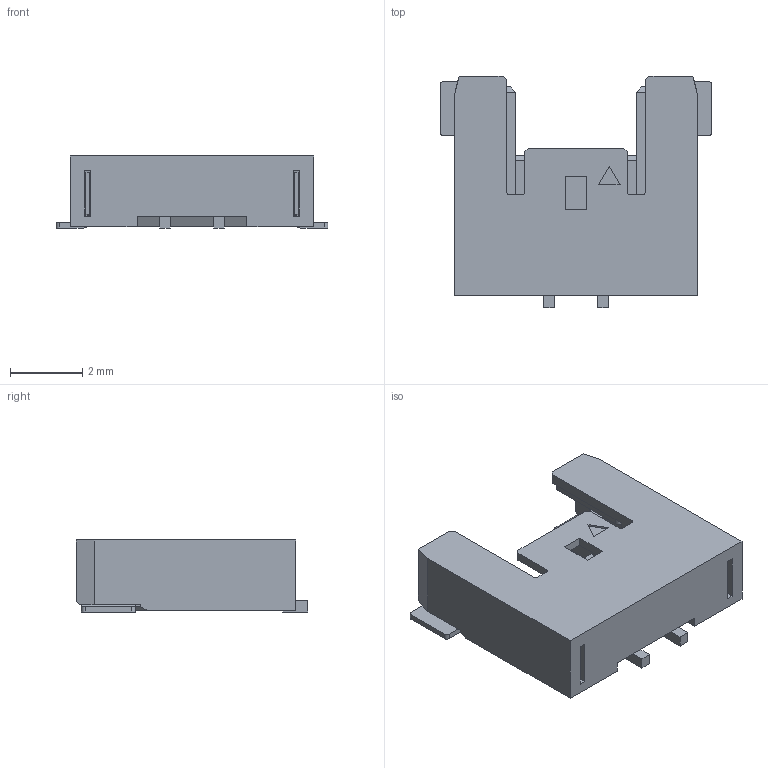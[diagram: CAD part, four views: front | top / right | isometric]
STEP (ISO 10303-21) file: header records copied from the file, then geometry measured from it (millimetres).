
FILE_DESCRIPTION(('STEP AP242'),'1');
FILE_NAME('504050-0291.stp','2021-01-27T12:21:21',('TraceParts'),('TraceParts S.A.'),'Spatial InterOp 3D',' ',' ');
FILE_SCHEMA(('AP242_MANAGED_MODEL_BASED_3D_ENGINEERING_MIM_LF {1 0 10303 442 1 1 4}'));
Length unit declared in the file: millimetre
Products named in the file (1): 504050-0291_1
Bounding box: 7.55 x 6.44 x 2 mm (x, y, z)
Volume: 42.4 mm3; surface area: 231.9 mm2
Topology: 1 solids, 1 shells, 226 faces, 675 edges, 460 vertices
Faces by surface type: plane 184, cylinder 38, sphere 4
Entity records: 7509 total; most frequent: CARTESIAN_POINT 1331, ORIENTED_EDGE 1318, DIRECTION 1207, EDGE_CURVE 659, LINE 599, VECTOR 599, VERTEX_POINT 428, AXIS2_PLACEMENT_3D 304
